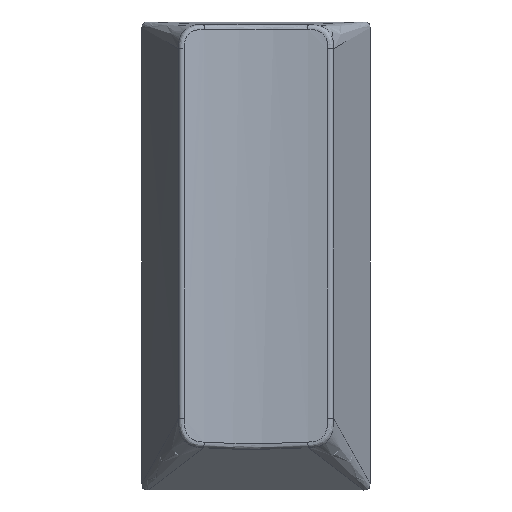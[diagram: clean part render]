
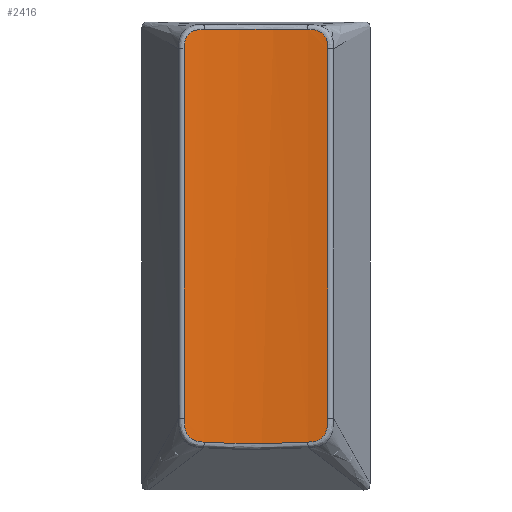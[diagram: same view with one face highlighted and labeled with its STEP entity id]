
A CAD part, top view. The second image highlights one B-rep face of the part: STEP entity #2416.
In plain terms, the highlighted cylindrical face has radius 33.276 mm (diameter 66.551 mm), a partial arc.
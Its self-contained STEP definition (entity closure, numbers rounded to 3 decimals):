
#26=CYLINDRICAL_SURFACE('',#2571,33.276);
#72=B_SPLINE_CURVE_WITH_KNOTS('',3,(#4399,#4400,#4401,#4402,#4403,#4404,
#4405,#4406,#4407,#4408,#4409,#4410,#4411,#4412,#4413),.UNSPECIFIED.,.F.,
 .F.,(4,1,1,1,1,1,1,1,1,1,1,1,4),(0.126,0.528,0.887,1.207,
1.358,1.509,1.826,2.004,2.182,2.385,2.588,
2.816,3.045),.UNSPECIFIED.);
#73=B_SPLINE_CURVE_WITH_KNOTS('',3,(#4415,#4416,#4417,#4418,#4419,#4420,
#4421,#4422,#4423,#4424,#4425,#4426,#4427,#4428,#4429,#4430,#4431,#4432,
#4433),.UNSPECIFIED.,.F.,.F.,(4,3,3,3,3,3,4),(-0.125,1.48,
3.086,4.059,5.665,7.271,8.244),
 .UNSPECIFIED.);
#74=B_SPLINE_CURVE_WITH_KNOTS('',3,(#4435,#4436,#4437,#4438,#4439,#4440,
#4441,#4442,#4443,#4444,#4445,#4446,#4447,#4448),.UNSPECIFIED.,.F.,.F.,
(4,1,1,1,1,1,1,1,1,1,1,4),(0.223,0.68,1.086,1.442,
1.758,1.91,2.061,2.381,2.56,2.74,
2.941,3.142),.UNSPECIFIED.);
#75=B_SPLINE_CURVE_WITH_KNOTS('',3,(#4452,#4453,#4454,#4455,#4456,#4457,
#4458,#4459,#4460,#4461,#4462),.UNSPECIFIED.,.F.,.F.,(4,1,1,1,1,1,1,1,4),
(0.184,0.573,0.922,1.24,1.538,1.828,
2.123,2.439,2.79),.UNSPECIFIED.);
#76=B_SPLINE_CURVE_WITH_KNOTS('',3,(#4465,#4466,#4467,#4468,#4469,#4470,
#4471,#4472,#4473,#4474,#4475),.UNSPECIFIED.,.F.,.F.,(4,1,1,1,1,1,1,1,4),
(0.079,0.43,0.746,1.041,1.331,1.629,
1.947,2.296,2.685),.UNSPECIFIED.);
#98=CIRCLE('',#2572,33.244);
#186=FACE_OUTER_BOUND('',#327,.T.);
#327=EDGE_LOOP('',(#1843,#1844,#1845,#1846,#1847,#1848,#1849,#1850));
#567=LINE('',#4397,#845);
#568=LINE('',#4450,#846);
#845=VECTOR('',#2982,10.);
#846=VECTOR('',#2983,10.);
#1093=VERTEX_POINT('',#4395);
#1094=VERTEX_POINT('',#4396);
#1095=VERTEX_POINT('',#4398);
#1096=VERTEX_POINT('',#4414);
#1097=VERTEX_POINT('',#4434);
#1098=VERTEX_POINT('',#4449);
#1099=VERTEX_POINT('',#4451);
#1100=VERTEX_POINT('',#4463);
#1374=EDGE_CURVE('',#1093,#1094,#567,.F.);
#1375=EDGE_CURVE('',#1094,#1095,#72,.F.);
#1376=EDGE_CURVE('',#1095,#1096,#73,.F.);
#1377=EDGE_CURVE('',#1096,#1097,#74,.F.);
#1378=EDGE_CURVE('',#1097,#1098,#568,.F.);
#1379=EDGE_CURVE('',#1098,#1099,#75,.F.);
#1380=EDGE_CURVE('',#1099,#1100,#98,.F.);
#1381=EDGE_CURVE('',#1100,#1093,#76,.F.);
#1843=ORIENTED_EDGE('',*,*,#1374,.T.);
#1844=ORIENTED_EDGE('',*,*,#1375,.T.);
#1845=ORIENTED_EDGE('',*,*,#1376,.T.);
#1846=ORIENTED_EDGE('',*,*,#1377,.T.);
#1847=ORIENTED_EDGE('',*,*,#1378,.T.);
#1848=ORIENTED_EDGE('',*,*,#1379,.T.);
#1849=ORIENTED_EDGE('',*,*,#1380,.T.);
#1850=ORIENTED_EDGE('',*,*,#1381,.T.);
#2416=ADVANCED_FACE('',(#186),#26,.F.);
#2571=AXIS2_PLACEMENT_3D('',#4394,#2980,#2981);
#2572=AXIS2_PLACEMENT_3D('',#4464,#2984,#2985);
#2980=DIRECTION('center_axis',(0.,-1.,
0.008));
#2981=DIRECTION('ref_axis',(-0.567,0.007,0.823));
#2982=DIRECTION('',(0.,1.,-0.008));
#2983=DIRECTION('',(0.,-1.,0.008));
#2984=DIRECTION('center_axis',(0.,-0.999,
-0.035));
#2985=DIRECTION('ref_axis',(0.124,0.035,-0.992));
#4394=CARTESIAN_POINT('Origin',(0.,-95.111,
40.892));
#4395=CARTESIAN_POINT('',(-5.695,16.434,7.158));
#4396=CARTESIAN_POINT('',(-5.693,-12.882,7.407));
#4397=CARTESIAN_POINT('',(-5.693,-12.882,7.407));
#4398=CARTESIAN_POINT('',(-4.111,-14.789,7.187));
#4399=CARTESIAN_POINT('Ctrl Pts',(-4.111,-14.789,7.187));
#4400=CARTESIAN_POINT('Ctrl Pts',(-4.242,-14.781,7.203));
#4401=CARTESIAN_POINT('Ctrl Pts',(-4.49,-14.762,7.236));
#4402=CARTESIAN_POINT('Ctrl Pts',(-4.835,-14.687,7.284));
#4403=CARTESIAN_POINT('Ctrl Pts',(-5.082,-14.571,7.321));
#4404=CARTESIAN_POINT('Ctrl Pts',(-5.244,-14.446,7.345));
#4405=CARTESIAN_POINT('Ctrl Pts',(-5.387,-14.301,7.367));
#4406=CARTESIAN_POINT('Ctrl Pts',(-5.5,-14.119,7.384));
#4407=CARTESIAN_POINT('Ctrl Pts',(-5.581,-13.911,7.396));
#4408=CARTESIAN_POINT('Ctrl Pts',(-5.63,-13.732,7.403));
#4409=CARTESIAN_POINT('Ctrl Pts',(-5.663,-13.54,7.407));
#4410=CARTESIAN_POINT('Ctrl Pts',(-5.683,-13.33,7.409));
#4411=CARTESIAN_POINT('Ctrl Pts',(-5.692,-13.11,7.408));
#4412=CARTESIAN_POINT('Ctrl Pts',(-5.693,-12.958,7.407));
#4413=CARTESIAN_POINT('Ctrl Pts',(-5.693,-12.882,7.407));
#4414=CARTESIAN_POINT('',(4.111,-14.789,7.187));
#4415=CARTESIAN_POINT('Ctrl Pts',(4.111,-14.789,7.187));
#4416=CARTESIAN_POINT('Ctrl Pts',(3.589,-14.82,7.122));
#4417=CARTESIAN_POINT('Ctrl Pts',(3.064,-14.846,7.07));
#4418=CARTESIAN_POINT('Ctrl Pts',(2.539,-14.865,7.03));
#4419=CARTESIAN_POINT('Ctrl Pts',(2.013,-14.885,6.99));
#4420=CARTESIAN_POINT('Ctrl Pts',(1.486,-14.898,6.962));
#4421=CARTESIAN_POINT('Ctrl Pts',(0.959,-14.906,6.947));
#4422=CARTESIAN_POINT('Ctrl Pts',(0.64,-14.91,6.938));
#4423=CARTESIAN_POINT('Ctrl Pts',(0.32,-14.912,6.933));
#4424=CARTESIAN_POINT('Ctrl Pts',(0.,-14.912,
6.933));
#4425=CARTESIAN_POINT('Ctrl Pts',(-0.527,-14.912,
6.933));
#4426=CARTESIAN_POINT('Ctrl Pts',(-1.055,-14.906,6.946));
#4427=CARTESIAN_POINT('Ctrl Pts',(-1.581,-14.894,6.971));
#4428=CARTESIAN_POINT('Ctrl Pts',(-2.108,-14.882,6.996));
#4429=CARTESIAN_POINT('Ctrl Pts',(-2.634,-14.864,7.033));
#4430=CARTESIAN_POINT('Ctrl Pts',(-3.159,-14.839,7.083));
#4431=CARTESIAN_POINT('Ctrl Pts',(-3.477,-14.825,7.113));
#4432=CARTESIAN_POINT('Ctrl Pts',(-3.794,-14.808,7.148));
#4433=CARTESIAN_POINT('Ctrl Pts',(-4.111,-14.789,7.187));
#4434=CARTESIAN_POINT('',(5.693,-12.882,7.407));
#4435=CARTESIAN_POINT('Ctrl Pts',(5.693,-12.882,7.407));
#4436=CARTESIAN_POINT('Ctrl Pts',(5.693,-13.034,7.408));
#4437=CARTESIAN_POINT('Ctrl Pts',(5.689,-13.322,7.41));
#4438=CARTESIAN_POINT('Ctrl Pts',(5.64,-13.725,7.405));
#4439=CARTESIAN_POINT('Ctrl Pts',(5.532,-14.069,7.389));
#4440=CARTESIAN_POINT('Ctrl Pts',(5.387,-14.301,7.367));
#4441=CARTESIAN_POINT('Ctrl Pts',(5.244,-14.446,7.345));
#4442=CARTESIAN_POINT('Ctrl Pts',(5.082,-14.57,7.321));
#4443=CARTESIAN_POINT('Ctrl Pts',(4.888,-14.662,7.292));
#4444=CARTESIAN_POINT('Ctrl Pts',(4.676,-14.722,7.262));
#4445=CARTESIAN_POINT('Ctrl Pts',(4.496,-14.755,7.237));
#4446=CARTESIAN_POINT('Ctrl Pts',(4.308,-14.776,7.212));
#4447=CARTESIAN_POINT('Ctrl Pts',(4.177,-14.785,7.195));
#4448=CARTESIAN_POINT('Ctrl Pts',(4.111,-14.789,7.187));
#4449=CARTESIAN_POINT('',(5.695,16.434,7.158));
#4450=CARTESIAN_POINT('',(5.695,16.434,7.158));
#4451=CARTESIAN_POINT('',(4.114,17.97,6.909));
#4452=CARTESIAN_POINT('Ctrl Pts',(4.114,17.97,6.909));
#4453=CARTESIAN_POINT('Ctrl Pts',(4.241,17.969,6.925));
#4454=CARTESIAN_POINT('Ctrl Pts',(4.483,17.964,6.957));
#4455=CARTESIAN_POINT('Ctrl Pts',(4.824,17.908,7.005));
#4456=CARTESIAN_POINT('Ctrl Pts',(5.118,17.789,7.051));
#4457=CARTESIAN_POINT('Ctrl Pts',(5.356,17.607,7.091));
#4458=CARTESIAN_POINT('Ctrl Pts',(5.532,17.372,7.122));
#4459=CARTESIAN_POINT('Ctrl Pts',(5.643,17.092,7.143));
#4460=CARTESIAN_POINT('Ctrl Pts',(5.693,16.774,7.155));
#4461=CARTESIAN_POINT('Ctrl Pts',(5.695,16.552,7.157));
#4462=CARTESIAN_POINT('Ctrl Pts',(5.695,16.434,7.158));
#4463=CARTESIAN_POINT('',(-4.114,17.97,6.909));
#4464=CARTESIAN_POINT('Origin',(0.,16.81,39.877));
#4465=CARTESIAN_POINT('Ctrl Pts',(-5.695,16.434,7.158));
#4466=CARTESIAN_POINT('Ctrl Pts',(-5.695,16.552,7.157));
#4467=CARTESIAN_POINT('Ctrl Pts',(-5.693,16.774,7.155));
#4468=CARTESIAN_POINT('Ctrl Pts',(-5.643,17.092,7.143));
#4469=CARTESIAN_POINT('Ctrl Pts',(-5.532,17.372,7.122));
#4470=CARTESIAN_POINT('Ctrl Pts',(-5.356,17.607,7.091));
#4471=CARTESIAN_POINT('Ctrl Pts',(-5.118,17.789,7.051));
#4472=CARTESIAN_POINT('Ctrl Pts',(-4.824,17.908,7.005));
#4473=CARTESIAN_POINT('Ctrl Pts',(-4.483,17.964,6.957));
#4474=CARTESIAN_POINT('Ctrl Pts',(-4.241,17.969,6.925));
#4475=CARTESIAN_POINT('Ctrl Pts',(-4.114,17.97,6.909));
